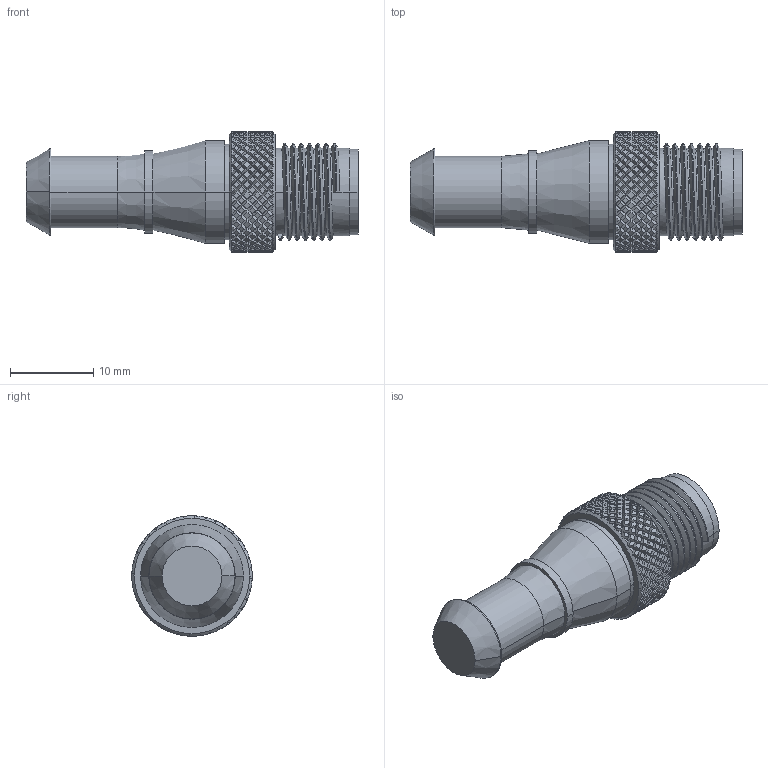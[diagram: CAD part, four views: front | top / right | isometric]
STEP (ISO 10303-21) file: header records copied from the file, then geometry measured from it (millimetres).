
FILE_DESCRIPTION((''),'2;1');
FILE_NAME('243264_SM01_ASM','2024-06-27T11:22:17',('banengservice'),('BANNER ENGINEERING'),'CREO PARAMETRIC BY PTC INC, 2022414','CREO PARAMETRIC BY PTC INC, 2022414','');
FILE_SCHEMA(('CONFIG_CONTROL_DESIGN'));
Products named in the file (3): 243264_EP01; 122361_EP01; 243264_SM01_ASM
Assembly tree (2 placements, depth 2):
  243264_SM01_ASM
    243264_EP01
    122361_EP01
Bounding box: 40 x 14.5 x 14.5 mm (x, y, z)
Volume: 2587.4 mm3; surface area: 3448.5 mm2
Topology: 1 solids, 2 shells, 2004 faces, 4489 edges, 2497 vertices
Faces by surface type: bspline 1302, cylinder 489, plane 185, cone 14, sphere 10, torus 2, revolution 2
Entity records: 97489 total; most frequent: CARTESIAN_POINT 64487, ORIENTED_EDGE 8958, EDGE_CURVE 4479, B_SPLINE_CURVE_WITH_KNOTS 3494, DIRECTION 2757, VERTEX_POINT 2497, EDGE_LOOP 2024, FACE_OUTER_BOUND 2004
